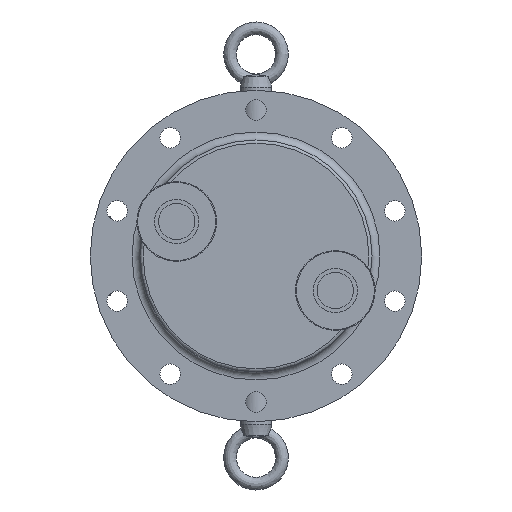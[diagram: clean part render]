
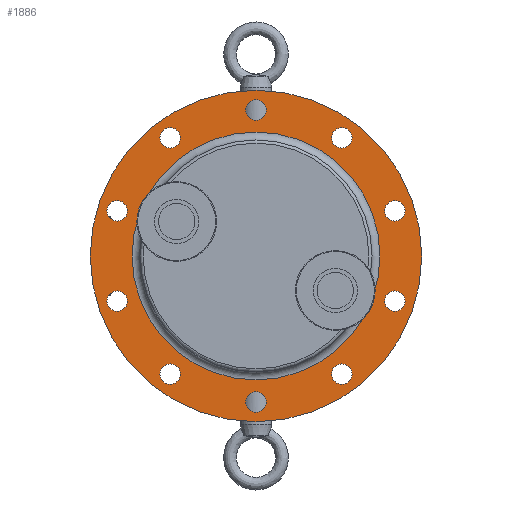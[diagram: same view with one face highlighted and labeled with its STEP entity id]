
A CAD part, left-side view. The second image highlights one B-rep face of the part: STEP entity #1886.
In plain terms, the highlighted planar face has unit normal (-1, 0, 0).
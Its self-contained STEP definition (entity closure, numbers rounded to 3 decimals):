
#53=FACE_BOUND('',#352,.T.);
#54=FACE_BOUND('',#353,.T.);
#55=FACE_BOUND('',#354,.T.);
#56=FACE_BOUND('',#355,.T.);
#57=FACE_BOUND('',#356,.T.);
#58=FACE_BOUND('',#357,.T.);
#59=FACE_BOUND('',#358,.T.);
#60=FACE_BOUND('',#359,.T.);
#61=FACE_BOUND('',#360,.T.);
#62=FACE_BOUND('',#361,.T.);
#63=FACE_BOUND('',#362,.T.);
#146=PLANE('',#2133);
#240=FACE_OUTER_BOUND('',#351,.T.);
#351=EDGE_LOOP('',(#1506));
#352=EDGE_LOOP('',(#1507));
#353=EDGE_LOOP('',(#1508));
#354=EDGE_LOOP('',(#1509));
#355=EDGE_LOOP('',(#1510));
#356=EDGE_LOOP('',(#1511));
#357=EDGE_LOOP('',(#1512));
#358=EDGE_LOOP('',(#1513));
#359=EDGE_LOOP('',(#1514));
#360=EDGE_LOOP('',(#1515));
#361=EDGE_LOOP('',(#1516));
#362=EDGE_LOOP('',(#1517));
#673=CIRCLE('',#2042,6.5);
#677=CIRCLE('',#2048,6.5);
#681=CIRCLE('',#2054,6.5);
#685=CIRCLE('',#2060,6.5);
#689=CIRCLE('',#2066,6.5);
#693=CIRCLE('',#2072,6.5);
#697=CIRCLE('',#2078,6.5);
#701=CIRCLE('',#2084,6.5);
#705=CIRCLE('',#2090,6.5);
#709=CIRCLE('',#2096,6.5);
#733=CIRCLE('',#2132,78.5);
#734=CIRCLE('',#2134,105.);
#844=VERTEX_POINT('',#3083);
#848=VERTEX_POINT('',#3095);
#852=VERTEX_POINT('',#3107);
#856=VERTEX_POINT('',#3119);
#860=VERTEX_POINT('',#3131);
#864=VERTEX_POINT('',#3143);
#868=VERTEX_POINT('',#3155);
#872=VERTEX_POINT('',#3167);
#876=VERTEX_POINT('',#3179);
#880=VERTEX_POINT('',#3191);
#904=VERTEX_POINT('',#3393);
#905=VERTEX_POINT('',#3397);
#1048=EDGE_CURVE('',#844,#844,#673,.T.);
#1054=EDGE_CURVE('',#848,#848,#677,.T.);
#1060=EDGE_CURVE('',#852,#852,#681,.T.);
#1066=EDGE_CURVE('',#856,#856,#685,.T.);
#1072=EDGE_CURVE('',#860,#860,#689,.T.);
#1078=EDGE_CURVE('',#864,#864,#693,.T.);
#1084=EDGE_CURVE('',#868,#868,#697,.T.);
#1090=EDGE_CURVE('',#872,#872,#701,.T.);
#1096=EDGE_CURVE('',#876,#876,#705,.T.);
#1102=EDGE_CURVE('',#880,#880,#709,.T.);
#1137=EDGE_CURVE('',#904,#904,#733,.T.);
#1138=EDGE_CURVE('',#905,#905,#734,.T.);
#1506=ORIENTED_EDGE('',*,*,#1138,.F.);
#1507=ORIENTED_EDGE('',*,*,#1048,.T.);
#1508=ORIENTED_EDGE('',*,*,#1054,.T.);
#1509=ORIENTED_EDGE('',*,*,#1060,.T.);
#1510=ORIENTED_EDGE('',*,*,#1066,.T.);
#1511=ORIENTED_EDGE('',*,*,#1072,.T.);
#1512=ORIENTED_EDGE('',*,*,#1078,.T.);
#1513=ORIENTED_EDGE('',*,*,#1084,.T.);
#1514=ORIENTED_EDGE('',*,*,#1090,.T.);
#1515=ORIENTED_EDGE('',*,*,#1096,.T.);
#1516=ORIENTED_EDGE('',*,*,#1102,.T.);
#1517=ORIENTED_EDGE('',*,*,#1137,.T.);
#1886=ADVANCED_FACE('',(#240,#53,#54,#55,#56,#57,#58,#59,#60,#61,#62,#63),
#146,.T.);
#2042=AXIS2_PLACEMENT_3D('',#3084,#2428,#2429);
#2048=AXIS2_PLACEMENT_3D('',#3096,#2442,#2443);
#2054=AXIS2_PLACEMENT_3D('',#3108,#2456,#2457);
#2060=AXIS2_PLACEMENT_3D('',#3120,#2470,#2471);
#2066=AXIS2_PLACEMENT_3D('',#3132,#2484,#2485);
#2072=AXIS2_PLACEMENT_3D('',#3144,#2498,#2499);
#2078=AXIS2_PLACEMENT_3D('',#3156,#2512,#2513);
#2084=AXIS2_PLACEMENT_3D('',#3168,#2526,#2527);
#2090=AXIS2_PLACEMENT_3D('',#3180,#2540,#2541);
#2096=AXIS2_PLACEMENT_3D('',#3192,#2554,#2555);
#2132=AXIS2_PLACEMENT_3D('',#3395,#2633,#2634);
#2133=AXIS2_PLACEMENT_3D('',#3396,#2635,#2636);
#2134=AXIS2_PLACEMENT_3D('',#3398,#2637,#2638);
#2428=DIRECTION('center_axis',(1.,0.,0.));
#2429=DIRECTION('ref_axis',(0.,0.,1.));
#2442=DIRECTION('center_axis',(1.,0.,0.));
#2443=DIRECTION('ref_axis',(0.,0.,1.));
#2456=DIRECTION('center_axis',(1.,0.,0.));
#2457=DIRECTION('ref_axis',(0.,0.,1.));
#2470=DIRECTION('center_axis',(1.,0.,0.));
#2471=DIRECTION('ref_axis',(0.,0.,1.));
#2484=DIRECTION('center_axis',(1.,0.,0.));
#2485=DIRECTION('ref_axis',(0.,0.,1.));
#2498=DIRECTION('center_axis',(1.,0.,0.));
#2499=DIRECTION('ref_axis',(0.,0.,1.));
#2512=DIRECTION('center_axis',(1.,0.,0.));
#2513=DIRECTION('ref_axis',(0.,0.,1.));
#2526=DIRECTION('center_axis',(1.,0.,0.));
#2527=DIRECTION('ref_axis',(0.,0.,1.));
#2540=DIRECTION('center_axis',(1.,0.,0.));
#2541=DIRECTION('ref_axis',(0.,0.,1.));
#2554=DIRECTION('center_axis',(1.,0.,0.));
#2555=DIRECTION('ref_axis',(0.,0.,1.));
#2633=DIRECTION('center_axis',(1.,0.,0.));
#2634=DIRECTION('ref_axis',(0.,0.,-1.));
#2635=DIRECTION('center_axis',(-1.,0.,0.));
#2636=DIRECTION('ref_axis',(0.,0.,1.));
#2637=DIRECTION('center_axis',(1.,0.,0.));
#2638=DIRECTION('ref_axis',(0.,0.,-1.));
#3083=CARTESIAN_POINT('',(280.,0.,-99.));
#3084=CARTESIAN_POINT('Origin',(280.,0.,-92.5));
#3095=CARTESIAN_POINT('',(280.,87.973,-35.084));
#3096=CARTESIAN_POINT('Origin',(280.,87.973,-28.584));
#3107=CARTESIAN_POINT('',(280.,-87.973,-35.084));
#3108=CARTESIAN_POINT('Origin',(280.,-87.973,-28.584));
#3119=CARTESIAN_POINT('',(280.,54.37,68.334));
#3120=CARTESIAN_POINT('Origin',(280.,54.37,74.834));
#3131=CARTESIAN_POINT('',(280.,0.,86.));
#3132=CARTESIAN_POINT('Origin',(280.,0.,92.5));
#3143=CARTESIAN_POINT('',(280.,-54.37,-81.334));
#3144=CARTESIAN_POINT('Origin',(280.,-54.37,-74.834));
#3155=CARTESIAN_POINT('',(280.,54.37,-81.334));
#3156=CARTESIAN_POINT('Origin',(280.,54.37,-74.834));
#3167=CARTESIAN_POINT('',(280.,-87.973,22.084));
#3168=CARTESIAN_POINT('Origin',(280.,-87.973,28.584));
#3179=CARTESIAN_POINT('',(280.,87.973,22.084));
#3180=CARTESIAN_POINT('Origin',(280.,87.973,28.584));
#3191=CARTESIAN_POINT('',(280.,-54.37,68.334));
#3192=CARTESIAN_POINT('Origin',(280.,-54.37,74.834));
#3393=CARTESIAN_POINT('',(280.,0.,78.5));
#3395=CARTESIAN_POINT('Origin',(280.,0.,0.));
#3396=CARTESIAN_POINT('Origin',(280.,105.,0.));
#3397=CARTESIAN_POINT('',(280.,-105.,0.));
#3398=CARTESIAN_POINT('Origin',(280.,0.,0.));
